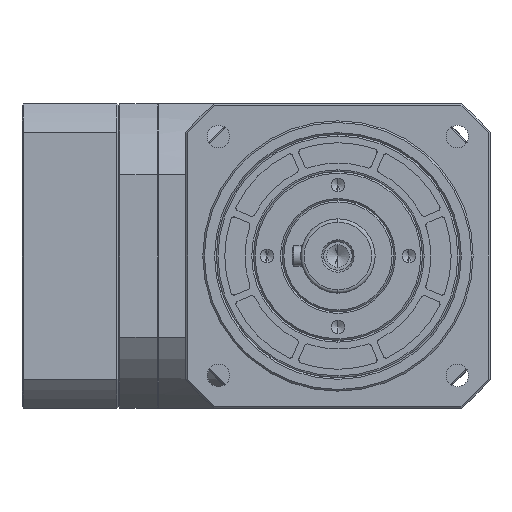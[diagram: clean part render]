
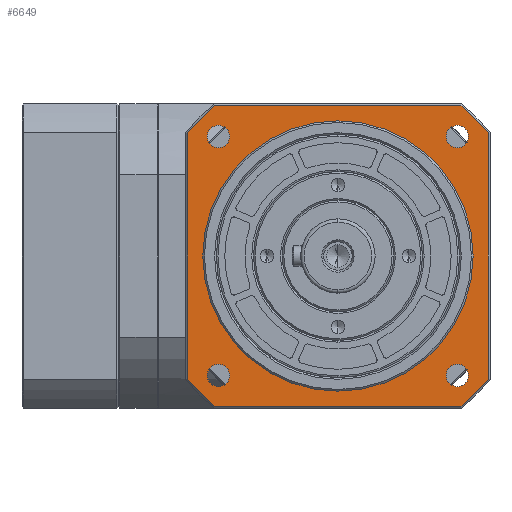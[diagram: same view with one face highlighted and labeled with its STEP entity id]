
A CAD part, left-side view. The second image highlights one B-rep face of the part: STEP entity #6649.
In plain terms, the highlighted planar face has unit normal (-1, 0, 0).
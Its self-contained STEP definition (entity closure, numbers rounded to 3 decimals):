
#4488=CARTESIAN_POINT('',(10.,0.,0.));
#4489=DIRECTION('',(-1.,0.,0.));
#4490=DIRECTION('',(0.,0.774,-0.633));
#4491=AXIS2_PLACEMENT_3D('',#4488,#4489,#4490);
#4493=CARTESIAN_POINT('',(10.,0.,0.));
#4494=DIRECTION('',(-1.,0.,0.));
#4495=DIRECTION('',(0.,0.633,0.774));
#4496=AXIS2_PLACEMENT_3D('',#4493,#4494,#4495);
#4498=CARTESIAN_POINT('',(10.,0.,0.));
#4499=DIRECTION('',(-1.,0.,0.));
#4500=DIRECTION('',(0.,-0.774,0.633));
#4501=AXIS2_PLACEMENT_3D('',#4498,#4499,#4500);
#4503=CARTESIAN_POINT('',(10.,0.,0.));
#4504=DIRECTION('',(-1.,0.,0.));
#4505=DIRECTION('',(0.,-0.633,-0.774));
#4506=AXIS2_PLACEMENT_3D('',#4503,#4504,#4505);
#4508=CARTESIAN_POINT('',(10.,35.355,35.355));
#4509=DIRECTION('',(1.,0.,0.));
#4510=DIRECTION('',(0.,0.,-1.));
#4511=AXIS2_PLACEMENT_3D('',#4508,#4509,#4510);
#4513=CARTESIAN_POINT('',(10.,35.355,35.355));
#4514=DIRECTION('',(1.,0.,0.));
#4515=DIRECTION('',(0.,0.,1.));
#4516=AXIS2_PLACEMENT_3D('',#4513,#4514,#4515);
#4518=CARTESIAN_POINT('',(10.,35.355,-35.355));
#4519=DIRECTION('',(1.,0.,0.));
#4520=DIRECTION('',(0.,0.,-1.));
#4521=AXIS2_PLACEMENT_3D('',#4518,#4519,#4520);
#4523=CARTESIAN_POINT('',(10.,35.355,-35.355));
#4524=DIRECTION('',(1.,0.,0.));
#4525=DIRECTION('',(0.,0.,1.));
#4526=AXIS2_PLACEMENT_3D('',#4523,#4524,#4525);
#4528=CARTESIAN_POINT('',(10.,-35.355,-35.355));
#4529=DIRECTION('',(1.,0.,0.));
#4530=DIRECTION('',(0.,0.,-1.));
#4531=AXIS2_PLACEMENT_3D('',#4528,#4529,#4530);
#4533=CARTESIAN_POINT('',(10.,-35.355,-35.355));
#4534=DIRECTION('',(1.,0.,0.));
#4535=DIRECTION('',(0.,0.,1.));
#4536=AXIS2_PLACEMENT_3D('',#4533,#4534,#4535);
#4538=CARTESIAN_POINT('',(10.,-35.355,35.355));
#4539=DIRECTION('',(1.,0.,0.));
#4540=DIRECTION('',(0.,0.,-1.));
#4541=AXIS2_PLACEMENT_3D('',#4538,#4539,#4540);
#4543=CARTESIAN_POINT('',(10.,-35.355,35.355));
#4544=DIRECTION('',(1.,0.,0.));
#4545=DIRECTION('',(0.,0.,1.));
#4546=AXIS2_PLACEMENT_3D('',#4543,#4544,#4545);
#4548=CARTESIAN_POINT('',(10.,0.,0.));
#4549=DIRECTION('',(1.,0.,0.));
#4550=DIRECTION('',(0.,0.,-1.));
#4551=AXIS2_PLACEMENT_3D('',#4548,#4549,#4550);
#4553=CARTESIAN_POINT('',(10.,0.,0.));
#4554=DIRECTION('',(1.,0.,0.));
#4555=DIRECTION('',(0.,0.,1.));
#4556=AXIS2_PLACEMENT_3D('',#4553,#4554,#4555);
#4558=DIRECTION('',(0.,1.,0.));
#4559=VECTOR('',#4558,72.829);
#4560=CARTESIAN_POINT('',(10.,-36.414,-44.5));
#4561=LINE('',#4560,#4559);
#4578=CARTESIAN_POINT('',(10.,36.414,-44.5));
#4585=DIRECTION('',(0.,0.,1.));
#4586=VECTOR('',#4585,72.829);
#4587=CARTESIAN_POINT('',(10.,44.5,-36.414));
#4588=LINE('',#4587,#4586);
#4593=CARTESIAN_POINT('',(10.,36.414,44.5));
#4616=DIRECTION('',(0.,-1.,0.));
#4617=VECTOR('',#4616,72.829);
#4618=CARTESIAN_POINT('',(10.,36.414,44.5));
#4619=LINE('',#4618,#4617);
#5502=CARTESIAN_POINT('',(10.,-44.5,36.414));
#5513=DIRECTION('',(0.,0.,-1.));
#5514=VECTOR('',#5513,72.829);
#5515=CARTESIAN_POINT('',(10.,-44.5,36.414));
#5516=LINE('',#5515,#5514);
#5824=CARTESIAN_POINT('',(10.,-35.355,38.655));
#5825=CARTESIAN_POINT('',(10.,-35.355,32.055));
#5826=VERTEX_POINT('',#5824);
#5827=VERTEX_POINT('',#5825);
#5909=CARTESIAN_POINT('',(10.,-35.355,-32.055));
#5910=CARTESIAN_POINT('',(10.,-35.355,-38.655));
#5911=VERTEX_POINT('',#5909);
#5912=VERTEX_POINT('',#5910);
#5919=CARTESIAN_POINT('',(10.,35.355,38.655));
#5920=CARTESIAN_POINT('',(10.,35.355,32.055));
#5921=VERTEX_POINT('',#5919);
#5922=VERTEX_POINT('',#5920);
#6036=CARTESIAN_POINT('',(10.,0.,-40.));
#6037=VERTEX_POINT('',#6036);
#6097=VERTEX_POINT('',#5502);
#6098=CARTESIAN_POINT('',(10.,-44.5,-36.414));
#6099=VERTEX_POINT('',#6098);
#6104=CARTESIAN_POINT('',(10.,35.355,-38.655));
#6105=CARTESIAN_POINT('',(10.,35.355,-32.055));
#6106=VERTEX_POINT('',#6104);
#6107=VERTEX_POINT('',#6105);
#6134=CARTESIAN_POINT('',(10.,-36.414,-44.5));
#6135=VERTEX_POINT('',#6134);
#6172=CARTESIAN_POINT('',(10.,0.,40.));
#6173=VERTEX_POINT('',#6172);
#6176=CARTESIAN_POINT('',(10.,44.5,-36.414));
#6177=CARTESIAN_POINT('',(10.,44.5,36.414));
#6178=VERTEX_POINT('',#6176);
#6179=VERTEX_POINT('',#6177);
#6184=VERTEX_POINT('',#4593);
#6189=VERTEX_POINT('',#4578);
#6223=CARTESIAN_POINT('',(10.,-36.414,44.5));
#6224=VERTEX_POINT('',#6223);
#6597=CARTESIAN_POINT('',(10.,40.,0.));
#6598=DIRECTION('',(1.,0.,0.));
#6599=DIRECTION('',(0.,0.,-1.));
#6600=AXIS2_PLACEMENT_3D('',#6597,#6598,#6599);
#6601=PLANE('',#6600);
#6603=ORIENTED_EDGE('',*,*,#6602,.T.);
#6605=ORIENTED_EDGE('',*,*,#6604,.F.);
#6607=ORIENTED_EDGE('',*,*,#6606,.T.);
#6609=ORIENTED_EDGE('',*,*,#6608,.F.);
#6611=ORIENTED_EDGE('',*,*,#6610,.T.);
#6613=ORIENTED_EDGE('',*,*,#6612,.F.);
#6615=ORIENTED_EDGE('',*,*,#6614,.T.);
#6617=ORIENTED_EDGE('',*,*,#6616,.F.);
#6618=EDGE_LOOP('',(#6603,#6605,#6607,#6609,#6611,#6613,#6615,#6617));
#6619=FACE_OUTER_BOUND('',#6618,.F.);
#6621=ORIENTED_EDGE('',*,*,#6620,.F.);
#6623=ORIENTED_EDGE('',*,*,#6622,.F.);
#6624=EDGE_LOOP('',(#6621,#6623));
#6625=FACE_BOUND('',#6624,.F.);
#6627=ORIENTED_EDGE('',*,*,#6626,.F.);
#6629=ORIENTED_EDGE('',*,*,#6628,.F.);
#6630=EDGE_LOOP('',(#6627,#6629));
#6631=FACE_BOUND('',#6630,.F.);
#6633=ORIENTED_EDGE('',*,*,#6632,.F.);
#6635=ORIENTED_EDGE('',*,*,#6634,.F.);
#6636=EDGE_LOOP('',(#6633,#6635));
#6637=FACE_BOUND('',#6636,.F.);
#6639=ORIENTED_EDGE('',*,*,#6638,.F.);
#6641=ORIENTED_EDGE('',*,*,#6640,.F.);
#6642=EDGE_LOOP('',(#6639,#6641));
#6643=FACE_BOUND('',#6642,.F.);
#6644=ORIENTED_EDGE('',*,*,#6587,.F.);
#6646=ORIENTED_EDGE('',*,*,#6645,.F.);
#6647=EDGE_LOOP('',(#6644,#6646));
#6648=FACE_BOUND('',#6647,.F.);
#6649=ADVANCED_FACE('',(#6619,#6625,#6631,#6637,#6643,#6648),#6601,.F.);
#4492=CIRCLE('',#4491,57.5);
#4497=CIRCLE('',#4496,57.5);
#4502=CIRCLE('',#4501,57.5);
#4507=CIRCLE('',#4506,57.5);
#4512=CIRCLE('',#4511,3.3);
#4517=CIRCLE('',#4516,3.3);
#4522=CIRCLE('',#4521,3.3);
#4527=CIRCLE('',#4526,3.3);
#4532=CIRCLE('',#4531,3.3);
#4537=CIRCLE('',#4536,3.3);
#4542=CIRCLE('',#4541,3.3);
#4547=CIRCLE('',#4546,3.3);
#4552=CIRCLE('',#4551,40.);
#4557=CIRCLE('',#4556,40.);
#6587=EDGE_CURVE('',#6037,#6173,#4552,.T.);
#6602=EDGE_CURVE('',#6135,#6189,#4561,.T.);
#6604=EDGE_CURVE('',#6178,#6189,#4492,.T.);
#6606=EDGE_CURVE('',#6178,#6179,#4588,.T.);
#6608=EDGE_CURVE('',#6184,#6179,#4497,.T.);
#6610=EDGE_CURVE('',#6184,#6224,#4619,.T.);
#6612=EDGE_CURVE('',#6097,#6224,#4502,.T.);
#6614=EDGE_CURVE('',#6097,#6099,#5516,.T.);
#6616=EDGE_CURVE('',#6135,#6099,#4507,.T.);
#6620=EDGE_CURVE('',#5922,#5921,#4512,.T.);
#6622=EDGE_CURVE('',#5921,#5922,#4517,.T.);
#6626=EDGE_CURVE('',#6106,#6107,#4522,.T.);
#6628=EDGE_CURVE('',#6107,#6106,#4527,.T.);
#6632=EDGE_CURVE('',#5912,#5911,#4532,.T.);
#6634=EDGE_CURVE('',#5911,#5912,#4537,.T.);
#6638=EDGE_CURVE('',#5827,#5826,#4542,.T.);
#6640=EDGE_CURVE('',#5826,#5827,#4547,.T.);
#6645=EDGE_CURVE('',#6173,#6037,#4557,.T.);
